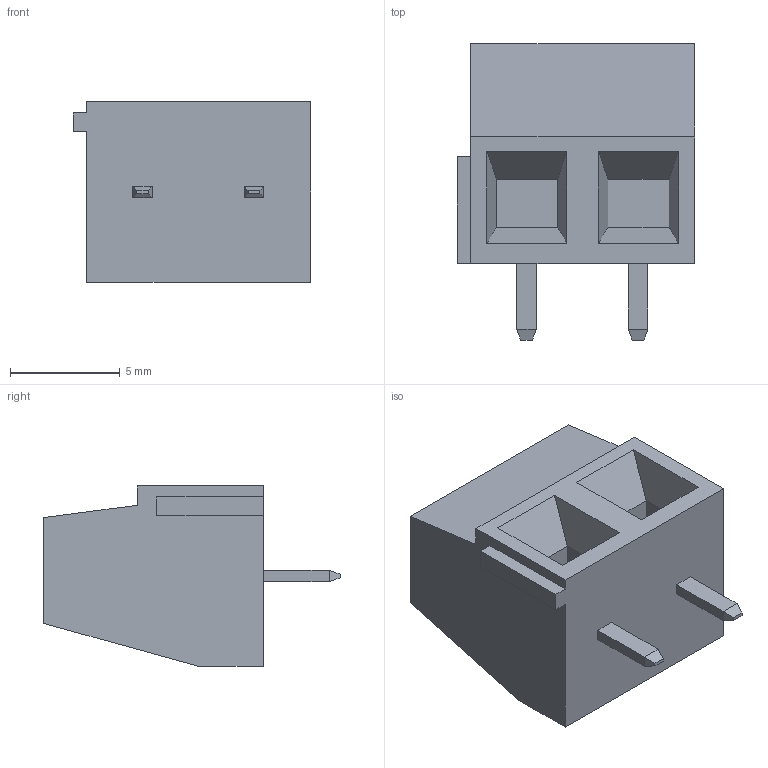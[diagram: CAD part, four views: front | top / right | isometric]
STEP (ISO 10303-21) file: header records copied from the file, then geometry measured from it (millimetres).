
FILE_DESCRIPTION (( 'STEP AP214' ), '1' );
FILE_NAME ('0398800302.STEP', '2018-05-10T09:48:49', ( '' ), ( '' ), 'SwSTEP 2.0', 'SolidWorks 2017', '' );
FILE_SCHEMA (( 'AUTOMOTIVE_DESIGN' ));
Length unit declared in the file: millimetre
Products named in the file (1): 0398800302
Bounding box: 10.81 x 13.5 x 8.2 mm (x, y, z)
Volume: 601.6 mm3; surface area: 695.1 mm2
Topology: 3 solids, 3 shells, 63 faces, 137 edges, 86 vertices
Faces by surface type: plane 55, cylinder 8
Entity records: 1731 total; most frequent: CARTESIAN_POINT 287, DIRECTION 281, ORIENTED_EDGE 274, EDGE_CURVE 137, LINE 121, VECTOR 121, VERTEX_POINT 86, AXIS2_PLACEMENT_3D 80
